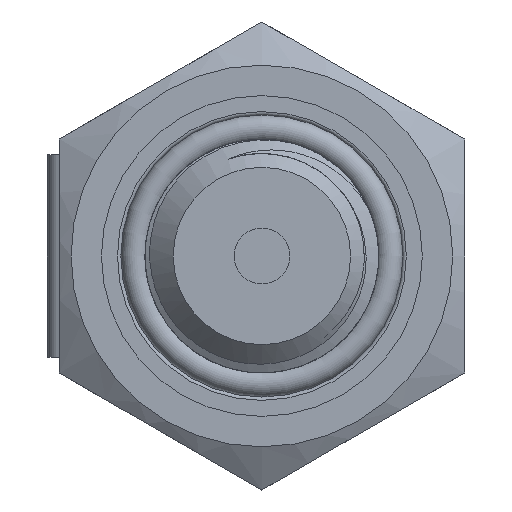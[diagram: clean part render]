
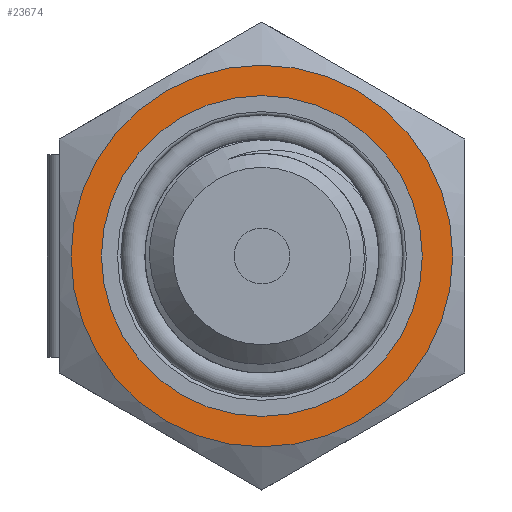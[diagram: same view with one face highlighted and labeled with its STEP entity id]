
A CAD part, left-side view. The second image highlights one B-rep face of the part: STEP entity #23674.
In plain terms, the highlighted planar face has unit normal (-1, 0, 0).
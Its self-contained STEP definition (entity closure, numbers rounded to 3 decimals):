
#218=FACE_BOUND('',#3032,.T.);
#410=PLANE('',#24999);
#1653=FACE_OUTER_BOUND('',#3031,.T.);
#3031=EDGE_LOOP('',(#17553));
#3032=EDGE_LOOP('',(#17554));
#4252=CIRCLE('',#24966,11.3);
#4269=CIRCLE('',#24998,9.5);
#10434=VERTEX_POINT('',#41383);
#10451=VERTEX_POINT('',#42204);
#13060=EDGE_CURVE('',#10434,#10434,#4252,.T.);
#13093=EDGE_CURVE('',#10451,#10451,#4269,.T.);
#17553=ORIENTED_EDGE('',*,*,#13060,.T.);
#17554=ORIENTED_EDGE('',*,*,#13093,.T.);
#23674=ADVANCED_FACE('',(#1653,#218),#410,.T.);
#24966=AXIS2_PLACEMENT_3D('',#41385,#27457,#27458);
#24998=AXIS2_PLACEMENT_3D('',#42205,#27530,#27531);
#24999=AXIS2_PLACEMENT_3D('',#42207,#27533,#27534);
#27457=DIRECTION('center_axis',(-1.,0.,0.));
#27458=DIRECTION('ref_axis',(0.,1.,0.));
#27530=DIRECTION('center_axis',(1.,0.,0.));
#27531=DIRECTION('ref_axis',(0.,0.,-1.));
#27533=DIRECTION('center_axis',(-1.,0.,0.));
#27534=DIRECTION('ref_axis',(0.,0.,1.));
#41383=CARTESIAN_POINT('',(14.,-11.3,0.));
#41385=CARTESIAN_POINT('Origin',(14.,0.,0.));
#42204=CARTESIAN_POINT('',(14.,-9.5,0.));
#42205=CARTESIAN_POINT('Origin',(14.,0.,0.));
#42207=CARTESIAN_POINT('Origin',(14.,12.,0.));
